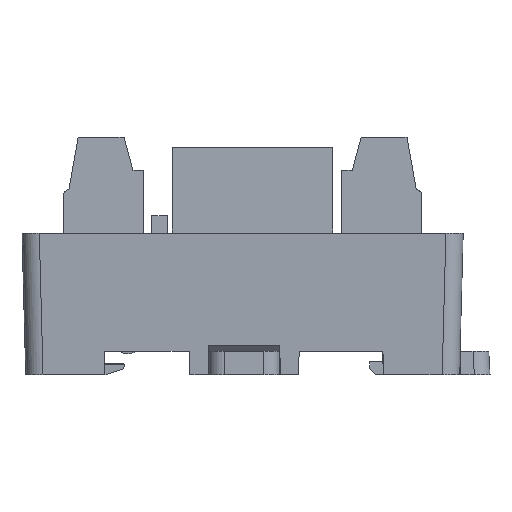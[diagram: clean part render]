
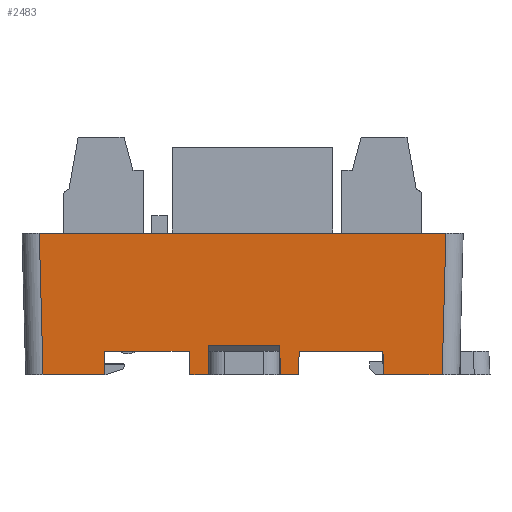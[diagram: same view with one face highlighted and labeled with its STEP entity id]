
A CAD part, front view. The second image highlights one B-rep face of the part: STEP entity #2483.
In plain terms, the highlighted planar face has unit normal (0, -1, -0.026).
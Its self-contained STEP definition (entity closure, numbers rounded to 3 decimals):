
#1576=FACE_OUTER_BOUND('',#4718,.T.);
#2483=ADVANCED_FACE('',(#1576),#3438,.T.);
#3438=PLANE('',#18798);
#4718=EDGE_LOOP('',(#10129,#10130,#10131,#10132,#10133,#10134,#10135,#10136,
#10137,#10138,#10139,#10140,#10141,#10142,#10143,#10144));
#5909=LINE('',#24705,#7799);
#5921=LINE('',#24733,#7811);
#6092=LINE('',#25090,#7982);
#6100=LINE('',#25105,#7990);
#6108=LINE('',#25126,#7998);
#6131=LINE('',#25175,#8021);
#6152=LINE('',#25226,#8042);
#6159=LINE('',#25237,#8049);
#6160=LINE('',#25238,#8050);
#6161=LINE('',#25240,#8051);
#6162=LINE('',#25242,#8052);
#6163=LINE('',#25244,#8053);
#6164=LINE('',#25246,#8054);
#6165=LINE('',#25248,#8055);
#6166=LINE('',#25250,#8056);
#6167=LINE('',#25251,#8057);
#7799=VECTOR('',#20097,1.);
#7811=VECTOR('',#20113,1.);
#7982=VECTOR('',#20370,1.);
#7990=VECTOR('',#20382,1.);
#7998=VECTOR('',#20404,1.);
#8021=VECTOR('',#20441,1.);
#8042=VECTOR('',#20494,1.);
#8049=VECTOR('',#20509,1.);
#8050=VECTOR('',#20510,1.);
#8051=VECTOR('',#20511,1.);
#8052=VECTOR('',#20512,1.);
#8053=VECTOR('',#20513,1.);
#8054=VECTOR('',#20514,1.);
#8055=VECTOR('',#20515,1.);
#8056=VECTOR('',#20516,1.);
#8057=VECTOR('',#20517,1.);
#10129=ORIENTED_EDGE('',*,*,#16443,.T.);
#10130=ORIENTED_EDGE('',*,*,#16501,.T.);
#10131=ORIENTED_EDGE('',*,*,#16470,.T.);
#10132=ORIENTED_EDGE('',*,*,#16494,.F.);
#10133=ORIENTED_EDGE('',*,*,#16247,.T.);
#10134=ORIENTED_EDGE('',*,*,#16502,.F.);
#10135=ORIENTED_EDGE('',*,*,#16503,.F.);
#10136=ORIENTED_EDGE('',*,*,#16504,.T.);
#10137=ORIENTED_EDGE('',*,*,#16505,.F.);
#10138=ORIENTED_EDGE('',*,*,#16506,.T.);
#10139=ORIENTED_EDGE('',*,*,#16507,.F.);
#10140=ORIENTED_EDGE('',*,*,#16508,.T.);
#10141=ORIENTED_EDGE('',*,*,#16233,.T.);
#10142=ORIENTED_EDGE('',*,*,#16433,.T.);
#10143=ORIENTED_EDGE('',*,*,#16425,.T.);
#10144=ORIENTED_EDGE('',*,*,#16509,.T.);
#14591=VERTEX_POINT('',#24704);
#14592=VERTEX_POINT('',#24706);
#14605=VERTEX_POINT('',#24732);
#14606=VERTEX_POINT('',#24734);
#14748=VERTEX_POINT('',#25089);
#14749=VERTEX_POINT('',#25091);
#14759=VERTEX_POINT('',#25125);
#14760=VERTEX_POINT('',#25127);
#14778=VERTEX_POINT('',#25174);
#14779=VERTEX_POINT('',#25176);
#14793=VERTEX_POINT('',#25239);
#14794=VERTEX_POINT('',#25241);
#14795=VERTEX_POINT('',#25243);
#14796=VERTEX_POINT('',#25245);
#14797=VERTEX_POINT('',#25247);
#14798=VERTEX_POINT('',#25249);
#16233=EDGE_CURVE('',#14592,#14591,#5909,.T.);
#16247=EDGE_CURVE('',#14606,#14605,#5921,.T.);
#16425=EDGE_CURVE('',#14749,#14748,#6092,.T.);
#16433=EDGE_CURVE('',#14591,#14749,#6100,.T.);
#16443=EDGE_CURVE('',#14760,#14759,#6108,.T.);
#16470=EDGE_CURVE('',#14779,#14778,#6131,.T.);
#16494=EDGE_CURVE('',#14606,#14778,#6152,.T.);
#16501=EDGE_CURVE('',#14759,#14779,#6159,.T.);
#16502=EDGE_CURVE('',#14793,#14605,#6160,.T.);
#16503=EDGE_CURVE('',#14794,#14793,#6161,.T.);
#16504=EDGE_CURVE('',#14794,#14795,#6162,.T.);
#16505=EDGE_CURVE('',#14796,#14795,#6163,.T.);
#16506=EDGE_CURVE('',#14796,#14797,#6164,.T.);
#16507=EDGE_CURVE('',#14798,#14797,#6165,.T.);
#16508=EDGE_CURVE('',#14798,#14592,#6166,.T.);
#16509=EDGE_CURVE('',#14748,#14760,#6167,.T.);
#18798=AXIS2_PLACEMENT_3D('',#25252,#20518,#20519);
#20097=DIRECTION('',(1.,0.,0.));
#20113=DIRECTION('',(1.,0.,0.));
#20370=DIRECTION('',(1.,0.,0.));
#20382=DIRECTION('',(0.017,0.026,-1.));
#20404=DIRECTION('',(-1.,0.,0.));
#20441=DIRECTION('',(1.,0.,0.));
#20494=DIRECTION('',(-0.017,0.026,-1.));
#20509=DIRECTION('',(0.026,0.026,-0.999));
#20510=DIRECTION('',(-0.035,-0.026,0.999));
#20511=DIRECTION('',(-1.,0.,0.));
#20512=DIRECTION('',(0.009,-0.026,1.));
#20513=DIRECTION('',(-1.,0.,0.));
#20514=DIRECTION('',(0.009,0.026,-1.));
#20515=DIRECTION('',(-1.,0.,0.));
#20516=DIRECTION('',(0.035,-0.026,0.999));
#20517=DIRECTION('',(0.026,-0.026,0.999));
#20518=DIRECTION('',(0.,-1.,-0.026));
#20519=DIRECTION('',(0.,0.026,-1.));
#24704=CARTESIAN_POINT('',(124.5,214.639,-13.25));
#24705=CARTESIAN_POINT('',(106.85,214.639,-13.25));
#24706=CARTESIAN_POINT('',(113.85,214.639,-13.25));
#24732=CARTESIAN_POINT('',(99.85,214.639,-13.25));
#24733=CARTESIAN_POINT('',(106.85,214.639,-13.25));
#24734=CARTESIAN_POINT('',(89.1,214.639,-13.25));
#25089=CARTESIAN_POINT('',(132.029,214.717,-16.25));
#25090=CARTESIAN_POINT('',(106.85,214.717,-16.25));
#25091=CARTESIAN_POINT('',(124.552,214.717,-16.25));
#25105=CARTESIAN_POINT('',(124.233,214.238,2.059));
#25125=CARTESIAN_POINT('',(80.799,214.246,1.75));
#25126=CARTESIAN_POINT('',(106.35,214.246,1.75));
#25127=CARTESIAN_POINT('',(132.501,214.246,1.75));
#25174=CARTESIAN_POINT('',(89.048,214.717,-16.25));
#25175=CARTESIAN_POINT('',(106.35,214.717,-16.25));
#25176=CARTESIAN_POINT('',(81.271,214.717,-16.25));
#25226=CARTESIAN_POINT('',(89.079,214.67,-14.454));
#25237=CARTESIAN_POINT('',(80.817,214.263,1.09));
#25238=CARTESIAN_POINT('',(99.892,214.67,-14.452));
#25239=CARTESIAN_POINT('',(99.955,214.717,-16.25));
#25240=CARTESIAN_POINT('',(106.85,214.717,-16.25));
#25241=CARTESIAN_POINT('',(102.274,214.717,-16.25));
#25242=CARTESIAN_POINT('',(102.289,214.67,-14.454));
#25243=CARTESIAN_POINT('',(102.306,214.62,-12.524));
#25244=CARTESIAN_POINT('',(-102.595,214.62,-12.524));
#25245=CARTESIAN_POINT('',(111.394,214.62,-12.524));
#25246=CARTESIAN_POINT('',(111.411,214.67,-14.454));
#25247=CARTESIAN_POINT('',(111.426,214.717,-16.25));
#25248=CARTESIAN_POINT('',(106.85,214.717,-16.25));
#25249=CARTESIAN_POINT('',(113.745,214.717,-16.25));
#25250=CARTESIAN_POINT('',(114.364,214.253,1.468));
#25251=CARTESIAN_POINT('',(132.483,214.263,1.09));
#25252=CARTESIAN_POINT('',(106.35,214.246,1.747));
